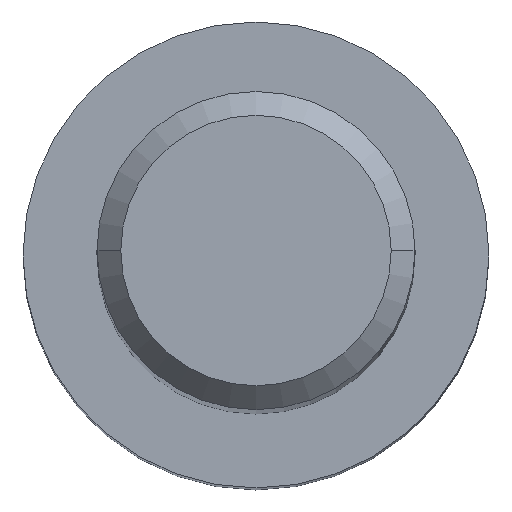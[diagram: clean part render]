
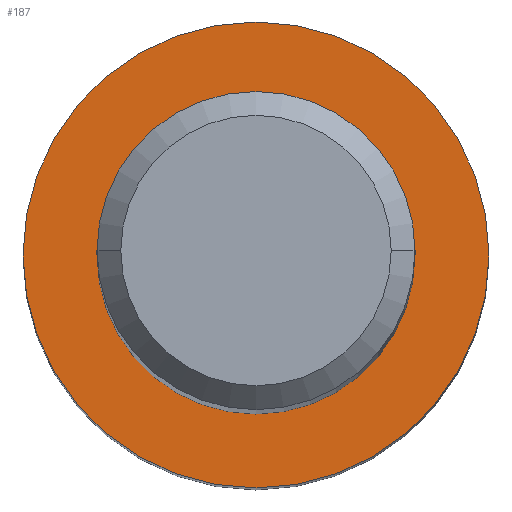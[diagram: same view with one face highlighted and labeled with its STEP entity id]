
A CAD part, top view. The second image highlights one B-rep face of the part: STEP entity #187.
In plain terms, the highlighted planar face has unit normal (0, 0, 1).
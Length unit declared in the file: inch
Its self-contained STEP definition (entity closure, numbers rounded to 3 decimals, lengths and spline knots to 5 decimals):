
#5 = ORIENTED_EDGE ( 'NONE', *, *, #19, .T. ) ;
#13 = DIRECTION ( 'NONE',  ( 1., 0., 0. ) ) ;
#15 = DIRECTION ( 'NONE',  ( 0., 0., 1. ) ) ;
#18 = DIRECTION ( 'NONE',  ( 1., 0., 0. ) ) ;
#19 = EDGE_CURVE ( 'NONE', #216, #152, #87, .T. ) ;
#30 = ORIENTED_EDGE ( 'NONE', *, *, #222, .T. ) ;
#48 = EDGE_LOOP ( 'NONE', ( #30, #5 ) ) ;
#62 = CARTESIAN_POINT ( 'NONE',  ( 0., 0., -1. ) ) ;
#87 = CIRCLE ( 'NONE', #153, 0.09155 ) ;
#92 = AXIS2_PLACEMENT_3D ( 'NONE', #218, #15, #13 ) ;
#93 = CARTESIAN_POINT ( 'NONE',  ( 0., 0., -1. ) ) ;
#106 = CIRCLE ( 'NONE', #92, 0.09155 ) ;
#141 = DIRECTION ( 'NONE',  ( 0., 0., 1. ) ) ;
#152 = VERTEX_POINT ( 'NONE', #327 ) ;
#153 = AXIS2_PLACEMENT_3D ( 'NONE', #62, #141, #18 ) ;
#187 = ADVANCED_FACE ( 'NONE', ( #243 ), #305, .F. ) ;
#216 = VERTEX_POINT ( 'NONE', #329 ) ;
#218 = CARTESIAN_POINT ( 'NONE',  ( 0., 0., -1. ) ) ;
#222 = EDGE_CURVE ( 'NONE', #152, #216, #106, .T. ) ;
#243 = FACE_OUTER_BOUND ( 'NONE', #48, .T. ) ;
#264 = AXIS2_PLACEMENT_3D ( 'NONE', #93, #274, #266 ) ;
#266 = DIRECTION ( 'NONE',  ( -1., 0., 0. ) ) ;
#274 = DIRECTION ( 'NONE',  ( 0., 0., -1. ) ) ;
#305 = PLANE ( 'NONE',  #264 ) ;
#327 = CARTESIAN_POINT ( 'NONE',  ( 0.09155, 0., -1. ) ) ;
#329 = CARTESIAN_POINT ( 'NONE',  ( -0.09155, 0., -1. ) ) ;
